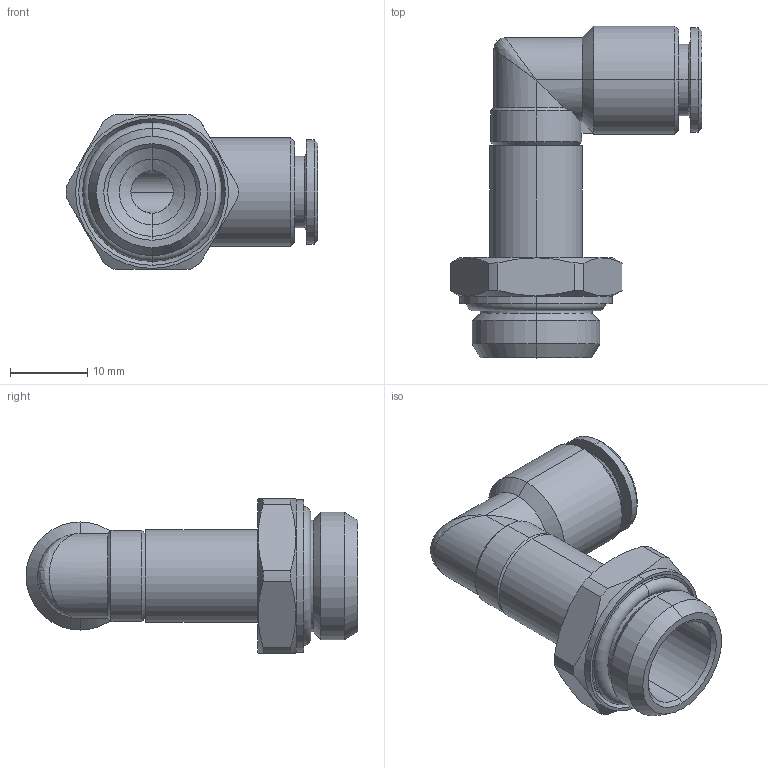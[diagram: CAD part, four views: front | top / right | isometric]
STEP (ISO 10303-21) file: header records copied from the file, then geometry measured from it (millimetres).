
FILE_DESCRIPTION(( 'RT.19.08.38.STEP' ), '1');
FILE_NAME( 'RT.19.08.38.STEP', '2018-10-08T15:04:13',( 'Sopra'),('sopra-pneumatic.com'), 'SwSTEP 2.0','SolidWorks 2009','' );
FILE_SCHEMA (( 'CONFIG_CONTROL_DESIGN' ));
Length unit declared in the file: millimetre
Products named in the file (1): B0090043
Bounding box: 32.65 x 43 x 20 mm (x, y, z)
Volume: 5447.9 mm3; surface area: 5167.8 mm2
Topology: 2 solids, 4 shells, 108 faces, 241 edges, 144 vertices
Faces by surface type: cylinder 44, cone 33, plane 26, torus 4, bspline 1
Entity records: 3710 total; most frequent: CARTESIAN_POINT 1241, DIRECTION 528, ORIENTED_EDGE 478, EDGE_CURVE 239, AXIS2_PLACEMENT_3D 214, VERTEX_POINT 144, EDGE_LOOP 117, FACE_OUTER_BOUND 108
